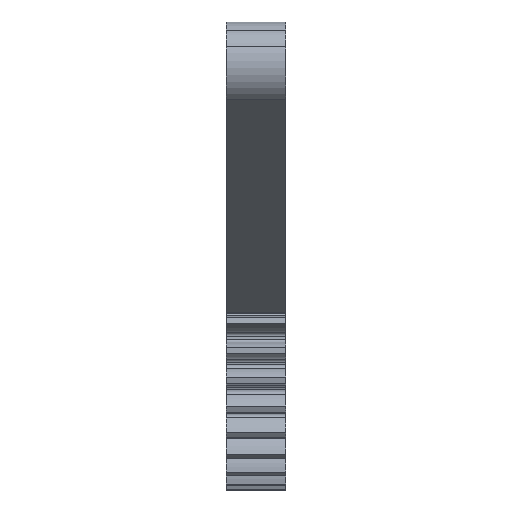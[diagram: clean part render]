
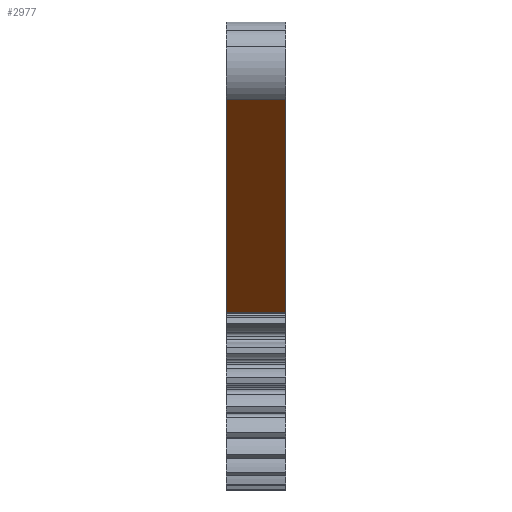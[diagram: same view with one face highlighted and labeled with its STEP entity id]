
A CAD part, left-side view. The second image highlights one B-rep face of the part: STEP entity #2977.
In plain terms, the highlighted planar face has unit normal (-0.643, 0, -0.766).
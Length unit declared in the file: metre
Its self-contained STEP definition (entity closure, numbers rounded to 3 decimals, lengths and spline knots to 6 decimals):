
#499=ORIENTED_EDGE('',*,*,#1475,.F.);
#500=ORIENTED_EDGE('',*,*,#1476,.T.);
#501=ORIENTED_EDGE('',*,*,#1477,.T.);
#502=ORIENTED_EDGE('',*,*,#1478,.F.);
#1475=EDGE_CURVE('',#1963,#1964,#2291,.T.);
#1476=EDGE_CURVE('',#1963,#1965,#2292,.T.);
#1477=EDGE_CURVE('',#1965,#1966,#2293,.T.);
#1478=EDGE_CURVE('',#1964,#1966,#2294,.T.);
#1963=VERTEX_POINT('',#4449);
#1964=VERTEX_POINT('',#4450);
#1965=VERTEX_POINT('',#4452);
#1966=VERTEX_POINT('',#4454);
#2291=LINE('',#4448,#2454);
#2292=LINE('',#4451,#2455);
#2293=LINE('',#4453,#2456);
#2294=LINE('',#4455,#2457);
#2454=VECTOR('',#3535,1.);
#2455=VECTOR('',#3536,1.);
#2456=VECTOR('',#3537,1.);
#2457=VECTOR('',#3538,1.);
#2617=EDGE_LOOP('',(#499,#500,#501,#502));
#2795=FACE_BOUND('',#2617,.T.);
#2973=PLANE('',#3156);
#2977=ADVANCED_FACE('',(#2795),#2973,.T.);
#3156=AXIS2_PLACEMENT_3D('',#4447,#3533,#3534);
#3533=DIRECTION('',(-0.643,0.,-0.766));
#3534=DIRECTION('',(-0.766,0.,0.643));
#3535=DIRECTION('',(0.,1.,0.));
#3536=DIRECTION('',(-0.766,0.,0.643));
#3537=DIRECTION('',(0.,1.,0.));
#3538=DIRECTION('',(-0.766,0.,0.643));
#4447=CARTESIAN_POINT('',(0.117284,-0.042636,0.003257));
#4448=CARTESIAN_POINT('',(0.117284,-0.042636,0.003257));
#4449=CARTESIAN_POINT('',(0.117284,-0.00508,0.003257));
#4450=CARTESIAN_POINT('',(0.117284,0.,0.003257));
#4451=CARTESIAN_POINT('',(0.117284,-0.00508,0.003257));
#4452=CARTESIAN_POINT('',(0.095403,-0.00508,0.021618));
#4453=CARTESIAN_POINT('',(0.095403,-0.042636,0.021618));
#4454=CARTESIAN_POINT('',(0.095403,0.,0.021618));
#4455=CARTESIAN_POINT('',(0.117284,0.,0.003257));
